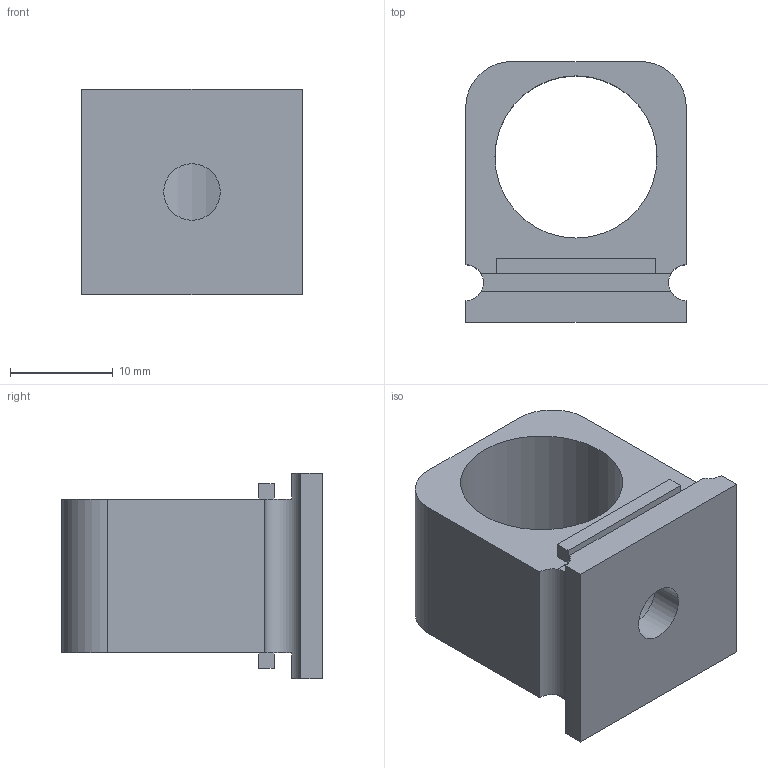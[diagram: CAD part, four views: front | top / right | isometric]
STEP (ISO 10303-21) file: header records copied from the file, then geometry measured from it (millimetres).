
FILE_DESCRIPTION( ( 'STEP AP203' ), '1' );
FILE_NAME( 'FLEXA RQHG 5030.028.211.stp', '2020-03-26T12:31:49', ( 'License CC BY-ND 4.0' ), ( 'CADENAS' ), ' ', 'PARTsolutions', ' ' );
FILE_SCHEMA( ( 'CONFIG_CONTROL_DESIGN' ) );
Length unit declared in the file: millimetre
Products named in the file (1): _FLEXA RQHG 5030.028.211
Bounding box: 21.5 x 25.4 x 20 mm (x, y, z)
Volume: 4857 mm3; surface area: 3345.8 mm2
Topology: 1 solids, 1 shells, 32 faces, 89 edges, 60 vertices
Faces by surface type: plane 25, cylinder 7
Full cylindrical faces by diameter (mm): 5.5 x1, 10 x1, 15.8 x1
Entity records: 1120 total; most frequent: CARTESIAN_POINT 248, DIRECTION 170, ORIENTED_EDGE 168, EDGE_CURVE 84, LINE 62, VECTOR 62, VERTEX_POINT 58, AXIS2_PLACEMENT_3D 54
